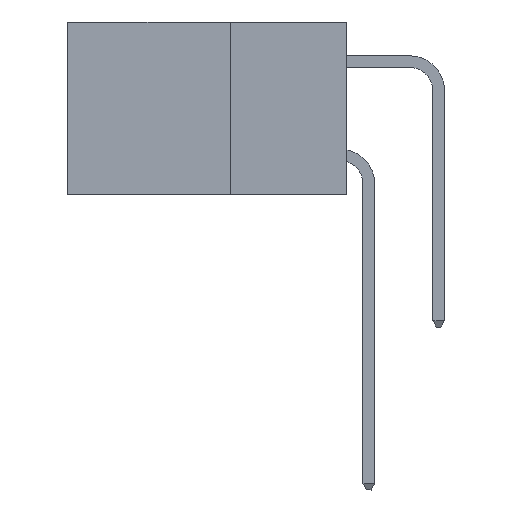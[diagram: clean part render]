
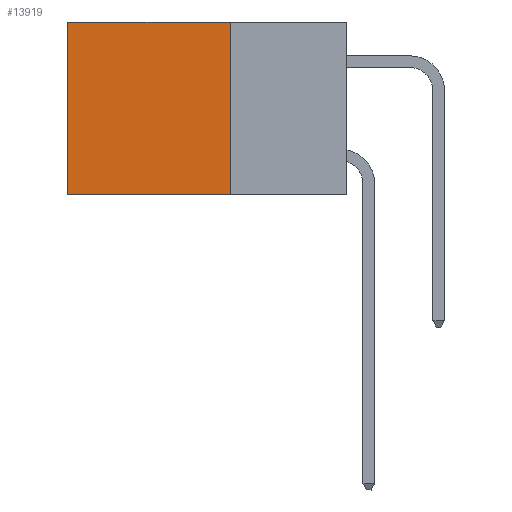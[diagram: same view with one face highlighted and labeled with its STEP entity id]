
A CAD part, left-side view. The second image highlights one B-rep face of the part: STEP entity #13919.
In plain terms, the highlighted planar face has unit normal (-1, 0, 0).
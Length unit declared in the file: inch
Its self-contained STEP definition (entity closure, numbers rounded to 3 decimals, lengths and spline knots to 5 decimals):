
#170 = VECTOR ( 'NONE', #10541, 39.37008 ) ;
#239 = VERTEX_POINT ( 'NONE', #4276 ) ;
#697 = EDGE_CURVE ( 'NONE', #15969, #239, #2936, .T. ) ;
#1741 = ORIENTED_EDGE ( 'NONE', *, *, #11197, .F. ) ;
#2936 = LINE ( 'NONE', #7838, #170 ) ;
#3546 = AXIS2_PLACEMENT_3D ( 'NONE', #5705, #14697, #11921 ) ;
#3995 = DIRECTION ( 'NONE',  ( 0., 1., 0. ) ) ;
#4276 = CARTESIAN_POINT ( 'NONE',  ( 0.2875, 0.6, -0.37 ) ) ;
#4371 = ORIENTED_EDGE ( 'NONE', *, *, #16148, .F. ) ;
#4420 = CARTESIAN_POINT ( 'NONE',  ( 0.2875, 0.25, -0.37 ) ) ;
#5705 = CARTESIAN_POINT ( 'NONE',  ( 0.2875, 0.25, 0. ) ) ;
#6117 = VECTOR ( 'NONE', #7011, 39.37008 ) ;
#6648 = CARTESIAN_POINT ( 'NONE',  ( 0.2875, 0.6, 0. ) ) ;
#7011 = DIRECTION ( 'NONE',  ( 0., 1., 0. ) ) ;
#7202 = LINE ( 'NONE', #9911, #13278 ) ;
#7373 = ORIENTED_EDGE ( 'NONE', *, *, #697, .T. ) ;
#7525 = VERTEX_POINT ( 'NONE', #12306 ) ;
#7838 = CARTESIAN_POINT ( 'NONE',  ( 0.2875, 0.6, 0. ) ) ;
#7995 = EDGE_CURVE ( 'NONE', #12003, #15969, #11347, .T. ) ;
#8195 = ORIENTED_EDGE ( 'NONE', *, *, #7995, .T. ) ;
#9625 = FACE_OUTER_BOUND ( 'NONE', #10224, .T. ) ;
#9911 = CARTESIAN_POINT ( 'NONE',  ( 0.2875, 0.25, 0. ) ) ;
#10224 = EDGE_LOOP ( 'NONE', ( #7373, #1741, #4371, #8195 ) ) ;
#10541 = DIRECTION ( 'NONE',  ( 0., 0., -1. ) ) ;
#10803 = CARTESIAN_POINT ( 'NONE',  ( 0.2875, 0.25, 0. ) ) ;
#11197 = EDGE_CURVE ( 'NONE', #7525, #239, #13090, .T. ) ;
#11347 = LINE ( 'NONE', #13888, #15203 ) ;
#11921 = DIRECTION ( 'NONE',  ( 0., 0., -1. ) ) ;
#12003 = VERTEX_POINT ( 'NONE', #10803 ) ;
#12218 = DIRECTION ( 'NONE',  ( 0., 0., -1. ) ) ;
#12306 = CARTESIAN_POINT ( 'NONE',  ( 0.2875, 0.25, -0.37 ) ) ;
#13090 = LINE ( 'NONE', #4420, #6117 ) ;
#13278 = VECTOR ( 'NONE', #12218, 39.37008 ) ;
#13888 = CARTESIAN_POINT ( 'NONE',  ( 0.2875, 0.25, 0. ) ) ;
#13919 = ADVANCED_FACE ( 'NONE', ( #9625 ), #15930, .F. ) ;
#14697 = DIRECTION ( 'NONE',  ( 1., 0., 0. ) ) ;
#15203 = VECTOR ( 'NONE', #3995, 39.37008 ) ;
#15930 = PLANE ( 'NONE',  #3546 ) ;
#15969 = VERTEX_POINT ( 'NONE', #6648 ) ;
#16148 = EDGE_CURVE ( 'NONE', #12003, #7525, #7202, .T. ) ;
